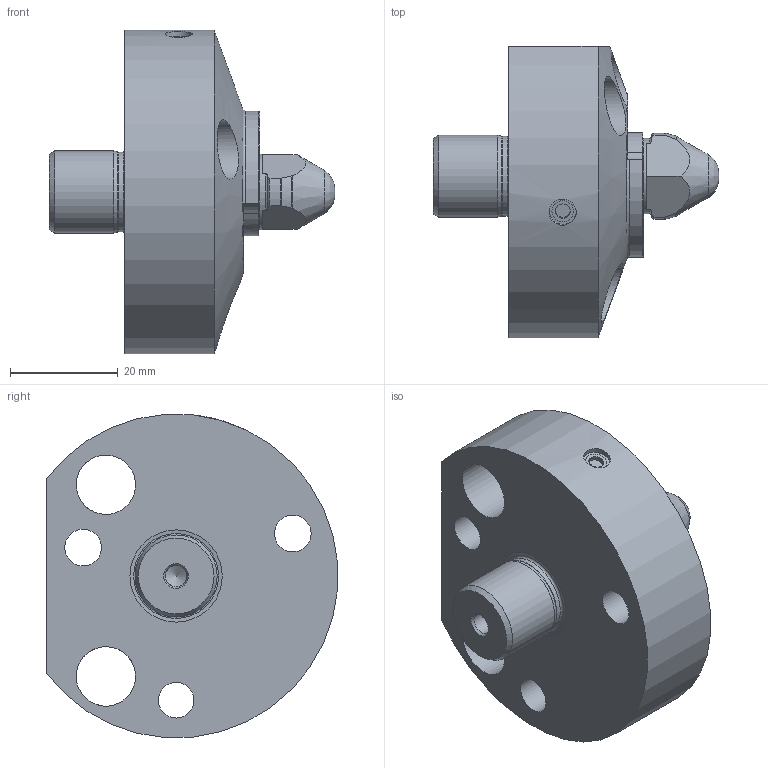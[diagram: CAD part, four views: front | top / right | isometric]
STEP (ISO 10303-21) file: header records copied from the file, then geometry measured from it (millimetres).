
FILE_DESCRIPTION(/* description */ (''),/* implementation_level */ '2;1');
FILE_NAME(/* name */ 'GM5332_01-04-100_1-20.stp',/* time_stamp */ '2023-07-20T13:36:37+02:00',/* author */ (''),/* organization */ ('GROB-WERKE GmbH & Co. KG'),/* preprocessor_version */ 'ST-DEVELOPER v18.102',/* originating_system */ 'SIEMENS PLM Software NX 2027',/* authorisation */ '');
FILE_SCHEMA (('AUTOMOTIVE_DESIGN { 1 0 10303 214 3 1 1 1 }'));
Length unit declared in the file: millimetre
Products named in the file (2): koenig-sk-552-040_1-sealing plug; D3712816_1-pin for indexing
Assembly tree (2 placements, depth 2):
  D3712816_1-pin for indexing
    koenig-sk-552-040_1-sealing plug  x2
Bounding box: 52.91 x 53.89 x 59.87 mm (x, y, z)
Volume: 49343.2 mm3; surface area: 14171 mm2
Topology: 5 solids, 5 shells, 110 faces, 266 edges, 172 vertices
Faces by surface type: cylinder 42, plane 32, torus 18, cone 17, bspline 1
Full cylindrical faces by diameter (mm): 2 x2, 2.5 x2, 2.75 x2, 3 x1, 3.2 x6, 4 x7, 5 x2, 6.6 x1, 6.8 x2, 11 x5, 14 x1, 14.8 x1, 15.2 x1
Entity records: 3169 total; most frequent: CARTESIAN_POINT 979, DIRECTION 421, ORIENTED_EDGE 346, AXIS2_PLACEMENT_3D 194, EDGE_CURVE 173, EDGE_LOOP 164, VERTEX_POINT 136, FACE_BOUND 131
